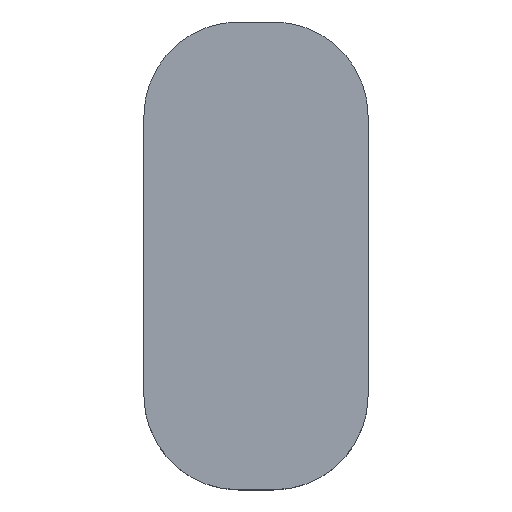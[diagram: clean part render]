
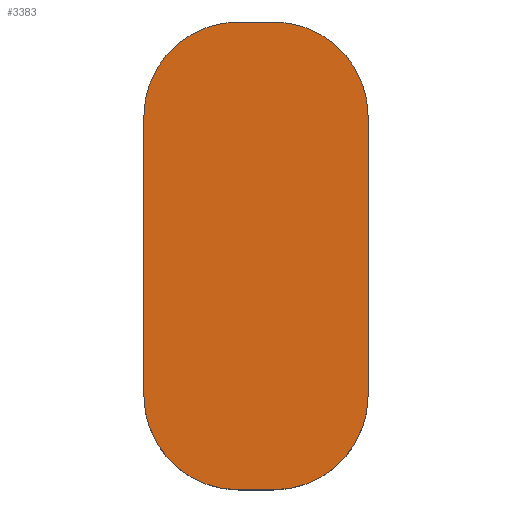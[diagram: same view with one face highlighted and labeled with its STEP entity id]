
A CAD part, top view. The second image highlights one B-rep face of the part: STEP entity #3383.
In plain terms, the highlighted planar face has unit normal (0, 0, 1).
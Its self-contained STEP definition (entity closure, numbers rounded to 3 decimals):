
#27 = VECTOR ( 'NONE', #3328, 1000. ) ;
#84 = CARTESIAN_POINT ( 'NONE',  ( 10.067, 9.957, 2.7 ) ) ;
#214 = AXIS2_PLACEMENT_3D ( 'NONE', #1384, #1963, #1364 ) ;
#245 = EDGE_CURVE ( 'NONE', #2694, #3802, #769, .T. ) ;
#264 = CARTESIAN_POINT ( 'NONE',  ( 10.067, 9.957, 2.7 ) ) ;
#363 = ORIENTED_EDGE ( 'NONE', *, *, #2677, .T. ) ;
#424 = ORIENTED_EDGE ( 'NONE', *, *, #1037, .T. ) ;
#431 = CIRCLE ( 'NONE', #3479, 2. ) ;
#436 = CIRCLE ( 'NONE', #1097, 2. ) ;
#453 = CARTESIAN_POINT ( 'NONE',  ( 10.067, 7.957, 2.7 ) ) ;
#473 = LINE ( 'NONE', #2680, #27 ) ;
#673 = DIRECTION ( 'NONE',  ( 0., 1., 0. ) ) ;
#694 = CARTESIAN_POINT ( 'NONE',  ( 7.316, 2.046, 2.7 ) ) ;
#736 = EDGE_CURVE ( 'NONE', #3831, #2694, #436, .T. ) ;
#769 = LINE ( 'NONE', #2596, #3257 ) ;
#849 = ORIENTED_EDGE ( 'NONE', *, *, #1233, .T. ) ;
#938 = DIRECTION ( 'NONE',  ( 1., 0., 0. ) ) ;
#939 = CARTESIAN_POINT ( 'NONE',  ( 7.316, 7.957, 2.7 ) ) ;
#1037 = EDGE_CURVE ( 'NONE', #1648, #3084, #1857, .T. ) ;
#1090 = VERTEX_POINT ( 'NONE', #1448 ) ;
#1097 = AXIS2_PLACEMENT_3D ( 'NONE', #1610, #3510, #4117 ) ;
#1112 = EDGE_LOOP ( 'NONE', ( #3974, #1936, #363, #3705, #4079, #849, #424, #2963 ) ) ;
#1128 = CARTESIAN_POINT ( 'NONE',  ( 10.067, 0.046, 2.7 ) ) ;
#1142 = EDGE_CURVE ( 'NONE', #3084, #3429, #2361, .T. ) ;
#1209 = DIRECTION ( 'NONE',  ( -1., 0., 0. ) ) ;
#1233 = EDGE_CURVE ( 'NONE', #3802, #1648, #431, .T. ) ;
#1339 = EDGE_CURVE ( 'NONE', #3429, #3494, #473, .T. ) ;
#1364 = DIRECTION ( 'NONE',  ( -1., 0., 0. ) ) ;
#1384 = CARTESIAN_POINT ( 'NONE',  ( 9.316, 2.046, 2.7 ) ) ;
#1448 = CARTESIAN_POINT ( 'NONE',  ( 9.316, 0.046, 2.7 ) ) ;
#1610 = CARTESIAN_POINT ( 'NONE',  ( 10.067, 2.046, 2.7 ) ) ;
#1648 = VERTEX_POINT ( 'NONE', #84 ) ;
#1679 = CARTESIAN_POINT ( 'NONE',  ( 9.316, 7.957, 2.7 ) ) ;
#1698 = VECTOR ( 'NONE', #1209, 1000. ) ;
#1857 = LINE ( 'NONE', #264, #1698 ) ;
#1889 = EDGE_CURVE ( 'NONE', #3494, #1090, #3071, .T. ) ;
#1936 = ORIENTED_EDGE ( 'NONE', *, *, #1889, .T. ) ;
#1963 = DIRECTION ( 'NONE',  ( 0., 0., 1. ) ) ;
#2361 = CIRCLE ( 'NONE', #3630, 2. ) ;
#2434 = CARTESIAN_POINT ( 'NONE',  ( 9.316, 9.957, 2.7 ) ) ;
#2503 = DIRECTION ( 'NONE',  ( 1., 0., 0. ) ) ;
#2596 = CARTESIAN_POINT ( 'NONE',  ( 12.067, 2.046, 2.7 ) ) ;
#2677 = EDGE_CURVE ( 'NONE', #1090, #3831, #2713, .T. ) ;
#2680 = CARTESIAN_POINT ( 'NONE',  ( 7.316, 2.046, 2.7 ) ) ;
#2694 = VERTEX_POINT ( 'NONE', #3006 ) ;
#2713 = LINE ( 'NONE', #1128, #3369 ) ;
#2722 = CARTESIAN_POINT ( 'NONE',  ( 12.067, 7.957, 2.7 ) ) ;
#2822 = DIRECTION ( 'NONE',  ( 0., 0., 1. ) ) ;
#2963 = ORIENTED_EDGE ( 'NONE', *, *, #1142, .T. ) ;
#2972 = DIRECTION ( 'NONE',  ( 0., 0., 1. ) ) ;
#3006 = CARTESIAN_POINT ( 'NONE',  ( 12.067, 2.046, 2.7 ) ) ;
#3071 = CIRCLE ( 'NONE', #214, 2. ) ;
#3077 = CARTESIAN_POINT ( 'NONE',  ( 10.067, 0.046, 2.7 ) ) ;
#3084 = VERTEX_POINT ( 'NONE', #2434 ) ;
#3257 = VECTOR ( 'NONE', #673, 1000. ) ;
#3307 = AXIS2_PLACEMENT_3D ( 'NONE', #3738, #2822, #2503 ) ;
#3328 = DIRECTION ( 'NONE',  ( 0., -1., 0. ) ) ;
#3369 = VECTOR ( 'NONE', #3669, 1000. ) ;
#3383 = ADVANCED_FACE ( 'NONE', ( #4059 ), #4119, .T. ) ;
#3429 = VERTEX_POINT ( 'NONE', #939 ) ;
#3479 = AXIS2_PLACEMENT_3D ( 'NONE', #453, #2972, #3916 ) ;
#3494 = VERTEX_POINT ( 'NONE', #694 ) ;
#3510 = DIRECTION ( 'NONE',  ( 0., 0., 1. ) ) ;
#3630 = AXIS2_PLACEMENT_3D ( 'NONE', #1679, #3797, #938 ) ;
#3669 = DIRECTION ( 'NONE',  ( 1., 0., 0. ) ) ;
#3705 = ORIENTED_EDGE ( 'NONE', *, *, #736, .T. ) ;
#3738 = CARTESIAN_POINT ( 'NONE',  ( 0., 0., 2.7 ) ) ;
#3797 = DIRECTION ( 'NONE',  ( 0., 0., 1. ) ) ;
#3802 = VERTEX_POINT ( 'NONE', #2722 ) ;
#3831 = VERTEX_POINT ( 'NONE', #3077 ) ;
#3916 = DIRECTION ( 'NONE',  ( 1., 0., 0. ) ) ;
#3974 = ORIENTED_EDGE ( 'NONE', *, *, #1339, .T. ) ;
#4059 = FACE_OUTER_BOUND ( 'NONE', #1112, .T. ) ;
#4079 = ORIENTED_EDGE ( 'NONE', *, *, #245, .T. ) ;
#4117 = DIRECTION ( 'NONE',  ( -1., 0., 0. ) ) ;
#4119 = PLANE ( 'NONE',  #3307 ) ;
